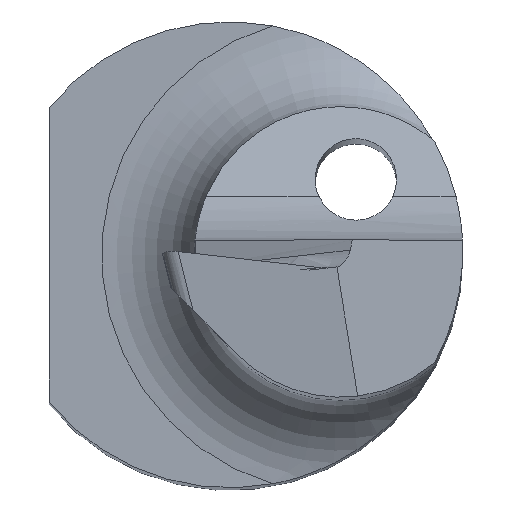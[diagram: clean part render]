
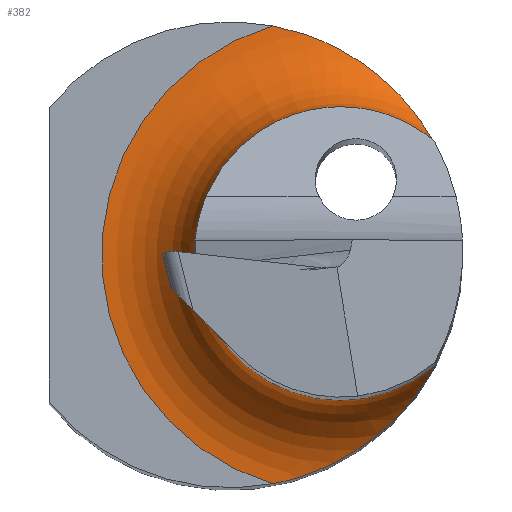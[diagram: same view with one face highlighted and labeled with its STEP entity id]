
A CAD part, top view. The second image highlights one B-rep face of the part: STEP entity #382.
In plain terms, the highlighted toroidal (fillet/blend) face has major radius 2.05 mm and minor radius 0.8 mm.
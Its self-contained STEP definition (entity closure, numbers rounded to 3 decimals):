
#23 = CARTESIAN_POINT ( 'NONE',  ( 1.738, -0.991, 14.379 ) ) ;
#28 = CARTESIAN_POINT ( 'NONE',  ( 1.758, 0.954, 14.549 ) ) ;
#50 = DIRECTION ( 'NONE',  ( 1., 0., 0. ) ) ;
#85 = CARTESIAN_POINT ( 'NONE',  ( 1.408, -1.43, 13.965 ) ) ;
#97 = CARTESIAN_POINT ( 'NONE',  ( 1.156, -1.641, 13.851 ) ) ;
#100 = CIRCLE ( 'NONE', #713, 2.05 ) ;
#101 = EDGE_LOOP ( 'NONE', ( #472, #297, #201, #717 ) ) ;
#104 = CARTESIAN_POINT ( 'NONE',  ( 1.644, 1.142, 14.186 ) ) ;
#112 = DIRECTION ( 'NONE',  ( 1., 0., 0. ) ) ;
#171 = CARTESIAN_POINT ( 'NONE',  ( 1.013, 1.733, 13.812 ) ) ;
#193 = DIRECTION ( 'NONE',  ( 0., 0., 1. ) ) ;
#195 = EDGE_CURVE ( 'NONE', #379, #248, #551, .T. ) ;
#201 = ORIENTED_EDGE ( 'NONE', *, *, #478, .F. ) ;
#205 = FACE_OUTER_BOUND ( 'NONE', #101, .T. ) ;
#207 = CARTESIAN_POINT ( 'NONE',  ( 0.368, 1.966, 13.749 ) ) ;
#234 = CARTESIAN_POINT ( 'NONE',  ( 1.681, 1.085, 14.243 ) ) ;
#235 = CARTESIAN_POINT ( 'NONE',  ( 1.644, -1.141, 14.187 ) ) ;
#236 = AXIS2_PLACEMENT_3D ( 'NONE', #663, #193, #50 ) ;
#237 = CARTESIAN_POINT ( 'NONE',  ( 1.515, 1.313, 14.037 ) ) ;
#240 = DIRECTION ( 'NONE',  ( 1., 0., 0. ) ) ;
#248 = VERTEX_POINT ( 'NONE', #729 ) ;
#288 = EDGE_CURVE ( 'NONE', #519, #637, #100, .T. ) ;
#297 = ORIENTED_EDGE ( 'NONE', *, *, #288, .F. ) ;
#314 = DIRECTION ( 'NONE',  ( 0., 0., -1. ) ) ;
#319 = CARTESIAN_POINT ( 'NONE',  ( 0.95, 0., 13.749 ) ) ;
#323 = AXIS2_PLACEMENT_3D ( 'NONE', #362, #723, #112 ) ;
#334 = CARTESIAN_POINT ( 'NONE',  ( 1.758, 0.954, 14.549 ) ) ;
#335 = B_SPLINE_CURVE_WITH_KNOTS ( 'NONE', 3,
 ( #770, #837, #23, #708, #235, #510, #85, #97, #701, #773, #572, #568 ),
 .UNSPECIFIED., .F., .F.,
 ( 4, 2, 2, 2, 2, 4 ),
 ( 0., 0., 0.001, 0.001, 0.002, 0.002 ),
 .UNSPECIFIED. ) ;
#362 = CARTESIAN_POINT ( 'NONE',  ( 0.95, 0., 14.549 ) ) ;
#379 = VERTEX_POINT ( 'NONE', #334 ) ;
#382 = ADVANCED_FACE ( 'NONE', ( #205 ), #509, .F. ) ;
#472 = ORIENTED_EDGE ( 'NONE', *, *, #744, .F. ) ;
#478 = EDGE_CURVE ( 'NONE', #248, #519, #335, .T. ) ;
#509 = TOROIDAL_SURFACE ( 'NONE', #236, 2.05, 0.8 ) ;
#510 = CARTESIAN_POINT ( 'NONE',  ( 1.515, -1.314, 14.037 ) ) ;
#519 = VERTEX_POINT ( 'NONE', #683 ) ;
#551 = CIRCLE ( 'NONE', #323, 1.25 ) ;
#568 = CARTESIAN_POINT ( 'NONE',  ( 0.368, -1.966, 13.749 ) ) ;
#570 = CARTESIAN_POINT ( 'NONE',  ( 0.368, 1.966, 13.749 ) ) ;
#572 = CARTESIAN_POINT ( 'NONE',  ( 0.54, -1.934, 13.749 ) ) ;
#573 = CARTESIAN_POINT ( 'NONE',  ( 1.738, 0.991, 14.379 ) ) ;
#616 = B_SPLINE_CURVE_WITH_KNOTS ( 'NONE', 3,
 ( #570, #771, #640, #171, #835, #777, #237, #104, #234, #573, #766, #28 ),
 .UNSPECIFIED., .F., .F.,
 ( 4, 2, 2, 2, 2, 4 ),
 ( 0., 0.001, 0.001, 0.002, 0.002, 0.002 ),
 .UNSPECIFIED. ) ;
#637 = VERTEX_POINT ( 'NONE', #207 ) ;
#640 = CARTESIAN_POINT ( 'NONE',  ( 0.703, 1.88, 13.76 ) ) ;
#663 = CARTESIAN_POINT ( 'NONE',  ( 0.95, 0., 14.549 ) ) ;
#683 = CARTESIAN_POINT ( 'NONE',  ( 0.368, -1.966, 13.749 ) ) ;
#701 = CARTESIAN_POINT ( 'NONE',  ( 1.013, -1.733, 13.812 ) ) ;
#708 = CARTESIAN_POINT ( 'NONE',  ( 1.681, -1.085, 14.243 ) ) ;
#713 = AXIS2_PLACEMENT_3D ( 'NONE', #319, #314, #240 ) ;
#717 = ORIENTED_EDGE ( 'NONE', *, *, #195, .F. ) ;
#723 = DIRECTION ( 'NONE',  ( 0., 0., 1. ) ) ;
#729 = CARTESIAN_POINT ( 'NONE',  ( 1.758, -0.954, 14.549 ) ) ;
#744 = EDGE_CURVE ( 'NONE', #637, #379, #616, .T. ) ;
#766 = CARTESIAN_POINT ( 'NONE',  ( 1.758, 0.954, 14.46 ) ) ;
#770 = CARTESIAN_POINT ( 'NONE',  ( 1.758, -0.954, 14.549 ) ) ;
#771 = CARTESIAN_POINT ( 'NONE',  ( 0.54, 1.934, 13.749 ) ) ;
#773 = CARTESIAN_POINT ( 'NONE',  ( 0.703, -1.88, 13.76 ) ) ;
#777 = CARTESIAN_POINT ( 'NONE',  ( 1.406, 1.431, 13.964 ) ) ;
#835 = CARTESIAN_POINT ( 'NONE',  ( 1.156, 1.64, 13.851 ) ) ;
#837 = CARTESIAN_POINT ( 'NONE',  ( 1.758, -0.954, 14.46 ) ) ;
